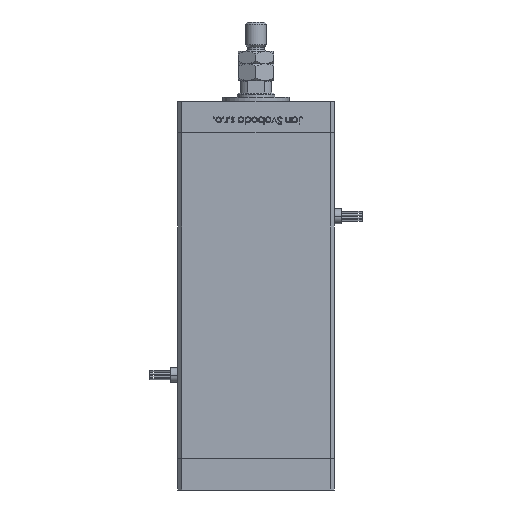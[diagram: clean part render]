
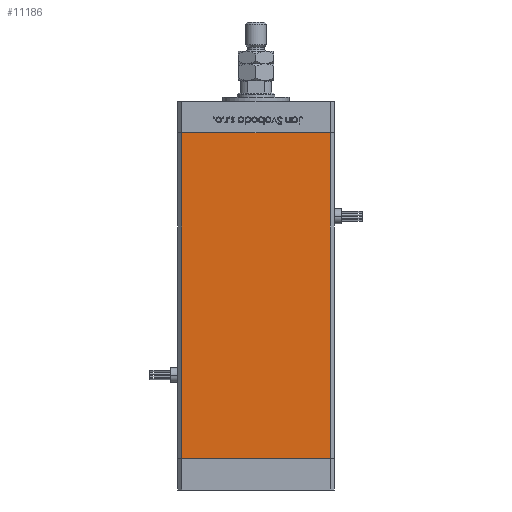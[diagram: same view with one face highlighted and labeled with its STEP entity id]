
A CAD part, front view. The second image highlights one B-rep face of the part: STEP entity #11186.
In plain terms, the highlighted planar face has unit normal (0, -1, 0).
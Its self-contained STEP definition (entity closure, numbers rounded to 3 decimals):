
#429 = VERTEX_POINT ( 'NONE', #12013 ) ;
#590 = PLANE ( 'NONE',  #22920 ) ;
#1198 = LINE ( 'NONE', #18722, #56778 ) ;
#4752 = DIRECTION ( 'NONE',  ( 0., 0., -1. ) ) ;
#5762 = DIRECTION ( 'NONE',  ( 0., 0., 1. ) ) ;
#5869 = VECTOR ( 'NONE', #11448, 1000. ) ;
#7815 = LINE ( 'NONE', #13252, #48460 ) ;
#11186 = ADVANCED_FACE ( 'NONE', ( #36196 ), #590, .F. ) ;
#11448 = DIRECTION ( 'NONE',  ( 1., 0., 0. ) ) ;
#11451 = EDGE_LOOP ( 'NONE', ( #55361, #37061, #11911, #31844 ) ) ;
#11911 = ORIENTED_EDGE ( 'NONE', *, *, #24539, .F. ) ;
#12013 = CARTESIAN_POINT ( 'NONE',  ( -35.5, -32.5, 156. ) ) ;
#12362 = CARTESIAN_POINT ( 'NONE',  ( 35.5, -32.5, 156. ) ) ;
#13252 = CARTESIAN_POINT ( 'NONE',  ( -35.5, -32.5, 156. ) ) ;
#13800 = CARTESIAN_POINT ( 'NONE',  ( -35.5, -32.5, 156. ) ) ;
#14321 = VERTEX_POINT ( 'NONE', #36578 ) ;
#14348 = VERTEX_POINT ( 'NONE', #22811 ) ;
#14639 = EDGE_CURVE ( 'NONE', #14321, #14348, #1198, .T. ) ;
#16032 = CARTESIAN_POINT ( 'NONE',  ( -35.5, -32.5, 156. ) ) ;
#18722 = CARTESIAN_POINT ( 'NONE',  ( -35.5, -32.5, 0. ) ) ;
#22156 = DIRECTION ( 'NONE',  ( 0., 0., -1. ) ) ;
#22742 = DIRECTION ( 'NONE',  ( 1., 0., 0. ) ) ;
#22811 = CARTESIAN_POINT ( 'NONE',  ( 35.5, -32.5, 0. ) ) ;
#22920 = AXIS2_PLACEMENT_3D ( 'NONE', #13800, #31322, #5762 ) ;
#24539 = EDGE_CURVE ( 'NONE', #429, #37645, #50755, .T. ) ;
#27229 = VECTOR ( 'NONE', #4752, 1000. ) ;
#31322 = DIRECTION ( 'NONE',  ( 0., 1., 0. ) ) ;
#31844 = ORIENTED_EDGE ( 'NONE', *, *, #50758, .T. ) ;
#35735 = LINE ( 'NONE', #47810, #27229 ) ;
#36196 = FACE_OUTER_BOUND ( 'NONE', #11451, .T. ) ;
#36578 = CARTESIAN_POINT ( 'NONE',  ( -35.5, -32.5, 0. ) ) ;
#37061 = ORIENTED_EDGE ( 'NONE', *, *, #48324, .F. ) ;
#37645 = VERTEX_POINT ( 'NONE', #12362 ) ;
#47810 = CARTESIAN_POINT ( 'NONE',  ( 35.5, -32.5, 156. ) ) ;
#48324 = EDGE_CURVE ( 'NONE', #37645, #14348, #35735, .T. ) ;
#48460 = VECTOR ( 'NONE', #22156, 1000. ) ;
#50755 = LINE ( 'NONE', #16032, #5869 ) ;
#50758 = EDGE_CURVE ( 'NONE', #429, #14321, #7815, .T. ) ;
#55361 = ORIENTED_EDGE ( 'NONE', *, *, #14639, .T. ) ;
#56778 = VECTOR ( 'NONE', #22742, 1000. ) ;
